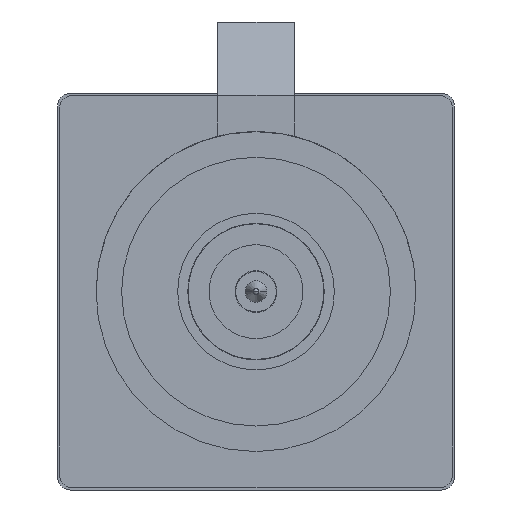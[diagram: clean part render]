
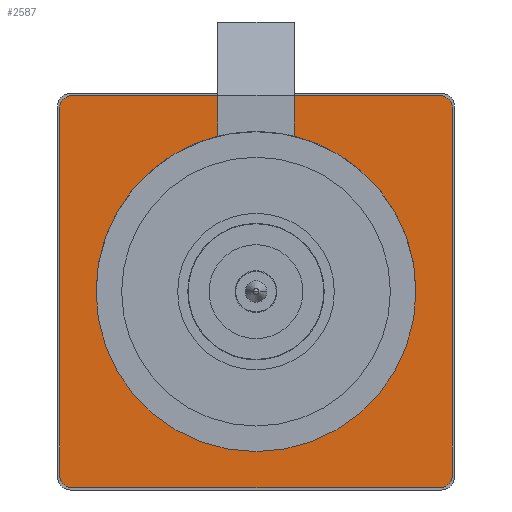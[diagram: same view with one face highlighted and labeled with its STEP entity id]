
A CAD part, left-side view. The second image highlights one B-rep face of the part: STEP entity #2587.
In plain terms, the highlighted planar face has unit normal (-1, 0, 0).
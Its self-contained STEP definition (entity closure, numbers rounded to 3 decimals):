
#6 = CARTESIAN_POINT ( 'NONE',  ( -6.35, 0.9, 4.6 ) ) ;
#34 = CARTESIAN_POINT ( 'NONE',  ( -6.35, -0.9, 4.6 ) ) ;
#127 = CARTESIAN_POINT ( 'NONE',  ( -6.35, 0., 0. ) ) ;
#177 = EDGE_CURVE ( 'NONE', #5592, #4550, #9569, .T. ) ;
#205 = EDGE_CURVE ( 'NONE', #990, #4430, #10136, .T. ) ;
#216 = CARTESIAN_POINT ( 'NONE',  ( -6.35, 0.9, 4.6 ) ) ;
#359 = DIRECTION ( 'NONE',  ( 0., 1., 0. ) ) ;
#411 = AXIS2_PLACEMENT_3D ( 'NONE', #127, #5520, #7871 ) ;
#540 = AXIS2_PLACEMENT_3D ( 'NONE', #8141, #1157, #5789 ) ;
#642 = DIRECTION ( 'NONE',  ( 0., 1., 0. ) ) ;
#739 = EDGE_CURVE ( 'NONE', #10242, #3907, #6978, .T. ) ;
#751 = EDGE_CURVE ( 'NONE', #9455, #6654, #1721, .T. ) ;
#759 = CIRCLE ( 'NONE', #5570, 0.3 ) ;
#785 = VECTOR ( 'NONE', #359, 1000. ) ;
#864 = EDGE_CURVE ( 'NONE', #7396, #9455, #1980, .T. ) ;
#990 = VERTEX_POINT ( 'NONE', #6 ) ;
#1016 = CIRCLE ( 'NONE', #2352, 3.75 ) ;
#1157 = DIRECTION ( 'NONE',  ( -1., 0., 0. ) ) ;
#1190 = VECTOR ( 'NONE', #10077, 1000. ) ;
#1520 = EDGE_LOOP ( 'NONE', ( #9088, #7509, #2765, #3661, #9513, #2821, #7160, #10251, #1906, #3898, #3064, #3696, #2491, #10058 ) ) ;
#1721 = LINE ( 'NONE', #4174, #6807 ) ;
#1734 = CARTESIAN_POINT ( 'NONE',  ( -6.35, 4.3, -4.6 ) ) ;
#1775 = CARTESIAN_POINT ( 'NONE',  ( -6.35, 4.6, 4.3 ) ) ;
#1906 = ORIENTED_EDGE ( 'NONE', *, *, #9141, .T. ) ;
#1980 = CIRCLE ( 'NONE', #5955, 0.3 ) ;
#2000 = EDGE_CURVE ( 'NONE', #9807, #10242, #9479, .T. ) ;
#2013 = CARTESIAN_POINT ( 'NONE',  ( -6.35, 4.6, -4.3 ) ) ;
#2141 = AXIS2_PLACEMENT_3D ( 'NONE', #2611, #8944, #9742 ) ;
#2144 = CARTESIAN_POINT ( 'NONE',  ( -6.35, -4.6, 4.3 ) ) ;
#2288 = DIRECTION ( 'NONE',  ( 0., 0., -1. ) ) ;
#2352 = AXIS2_PLACEMENT_3D ( 'NONE', #4042, #6442, #9625 ) ;
#2353 = LINE ( 'NONE', #7772, #1190 ) ;
#2491 = ORIENTED_EDGE ( 'NONE', *, *, #8203, .T. ) ;
#2587 = ADVANCED_FACE ( 'NONE', ( #5318 ), #4539, .T. ) ;
#2611 = CARTESIAN_POINT ( 'NONE',  ( -6.35, -4.3, -4.3 ) ) ;
#2765 = ORIENTED_EDGE ( 'NONE', *, *, #7741, .F. ) ;
#2821 = ORIENTED_EDGE ( 'NONE', *, *, #205, .F. ) ;
#3049 = CARTESIAN_POINT ( 'NONE',  ( -6.35, 0., 0. ) ) ;
#3064 = ORIENTED_EDGE ( 'NONE', *, *, #2000, .T. ) ;
#3249 = VECTOR ( 'NONE', #7024, 1000. ) ;
#3328 = EDGE_CURVE ( 'NONE', #5097, #9807, #3902, .T. ) ;
#3552 = DIRECTION ( 'NONE',  ( 0., -1., 0. ) ) ;
#3661 = ORIENTED_EDGE ( 'NONE', *, *, #177, .F. ) ;
#3696 = ORIENTED_EDGE ( 'NONE', *, *, #739, .T. ) ;
#3841 = DIRECTION ( 'NONE',  ( -1., 0., 0. ) ) ;
#3898 = ORIENTED_EDGE ( 'NONE', *, *, #3328, .T. ) ;
#3902 = CIRCLE ( 'NONE', #540, 0.3 ) ;
#3907 = VERTEX_POINT ( 'NONE', #6700 ) ;
#4042 = CARTESIAN_POINT ( 'NONE',  ( -6.35, 0., 0. ) ) ;
#4080 = EDGE_CURVE ( 'NONE', #990, #9906, #9797, .T. ) ;
#4126 = VECTOR ( 'NONE', #2288, 1000. ) ;
#4143 = EDGE_CURVE ( 'NONE', #6654, #6068, #7290, .T. ) ;
#4174 = CARTESIAN_POINT ( 'NONE',  ( -6.35, -4.3, 4.6 ) ) ;
#4298 = LINE ( 'NONE', #5150, #8376 ) ;
#4430 = VERTEX_POINT ( 'NONE', #5564 ) ;
#4539 = PLANE ( 'NONE',  #411 ) ;
#4550 = VERTEX_POINT ( 'NONE', #4954 ) ;
#4559 = VERTEX_POINT ( 'NONE', #1775 ) ;
#4954 = CARTESIAN_POINT ( 'NONE',  ( -6.35, -3.75, 0. ) ) ;
#5097 = VERTEX_POINT ( 'NONE', #2013 ) ;
#5150 = CARTESIAN_POINT ( 'NONE',  ( -6.35, 4.6, 4.3 ) ) ;
#5318 = FACE_OUTER_BOUND ( 'NONE', #1520, .T. ) ;
#5333 = CARTESIAN_POINT ( 'NONE',  ( -6.35, -0.9, 3.64 ) ) ;
#5343 = CARTESIAN_POINT ( 'NONE',  ( -6.35, 0.9, 4.6 ) ) ;
#5520 = DIRECTION ( 'NONE',  ( -1., 0., 0. ) ) ;
#5564 = CARTESIAN_POINT ( 'NONE',  ( -6.35, 0.9, 3.64 ) ) ;
#5570 = AXIS2_PLACEMENT_3D ( 'NONE', #7341, #9819, #8330 ) ;
#5592 = VERTEX_POINT ( 'NONE', #9947 ) ;
#5691 = DIRECTION ( 'NONE',  ( 0., 0., -1. ) ) ;
#5757 = CARTESIAN_POINT ( 'NONE',  ( -6.35, -4.3, -4.6 ) ) ;
#5789 = DIRECTION ( 'NONE',  ( 0., 1., 0. ) ) ;
#5843 = CARTESIAN_POINT ( 'NONE',  ( -6.35, -0.9, 4.6 ) ) ;
#5946 = EDGE_CURVE ( 'NONE', #9906, #4559, #759, .T. ) ;
#5955 = AXIS2_PLACEMENT_3D ( 'NONE', #6868, #6776, #3552 ) ;
#6068 = VERTEX_POINT ( 'NONE', #5333 ) ;
#6155 = CARTESIAN_POINT ( 'NONE',  ( -6.35, 0., 0. ) ) ;
#6204 = CARTESIAN_POINT ( 'NONE',  ( -6.35, 4.3, 4.6 ) ) ;
#6268 = AXIS2_PLACEMENT_3D ( 'NONE', #6155, #7710, #9924 ) ;
#6442 = DIRECTION ( 'NONE',  ( -1., 0., 0. ) ) ;
#6654 = VERTEX_POINT ( 'NONE', #5843 ) ;
#6700 = CARTESIAN_POINT ( 'NONE',  ( -6.35, -4.6, -4.3 ) ) ;
#6705 = CARTESIAN_POINT ( 'NONE',  ( -6.35, -4.3, 4.6 ) ) ;
#6776 = DIRECTION ( 'NONE',  ( -1., 0., 0. ) ) ;
#6807 = VECTOR ( 'NONE', #7356, 1000. ) ;
#6868 = CARTESIAN_POINT ( 'NONE',  ( -6.35, -4.3, 4.3 ) ) ;
#6907 = CARTESIAN_POINT ( 'NONE',  ( -6.35, 4.3, -4.6 ) ) ;
#6978 = CIRCLE ( 'NONE', #2141, 0.3 ) ;
#7023 = EDGE_CURVE ( 'NONE', #4430, #5592, #7936, .T. ) ;
#7024 = DIRECTION ( 'NONE',  ( 0., -1., 0. ) ) ;
#7160 = ORIENTED_EDGE ( 'NONE', *, *, #4080, .T. ) ;
#7290 = LINE ( 'NONE', #34, #8418 ) ;
#7341 = CARTESIAN_POINT ( 'NONE',  ( -6.35, 4.3, 4.3 ) ) ;
#7356 = DIRECTION ( 'NONE',  ( 0., 1., 0. ) ) ;
#7396 = VERTEX_POINT ( 'NONE', #2144 ) ;
#7509 = ORIENTED_EDGE ( 'NONE', *, *, #4143, .T. ) ;
#7514 = DIRECTION ( 'NONE',  ( 0., 0., -1. ) ) ;
#7710 = DIRECTION ( 'NONE',  ( -1., 0., 0. ) ) ;
#7741 = EDGE_CURVE ( 'NONE', #4550, #6068, #1016, .T. ) ;
#7772 = CARTESIAN_POINT ( 'NONE',  ( -6.35, -4.6, -4.3 ) ) ;
#7871 = DIRECTION ( 'NONE',  ( 0., 0., 1. ) ) ;
#7936 = CIRCLE ( 'NONE', #6268, 3.75 ) ;
#8141 = CARTESIAN_POINT ( 'NONE',  ( -6.35, 4.3, -4.3 ) ) ;
#8203 = EDGE_CURVE ( 'NONE', #3907, #7396, #2353, .T. ) ;
#8330 = DIRECTION ( 'NONE',  ( 0., 0., 1. ) ) ;
#8376 = VECTOR ( 'NONE', #7514, 1000. ) ;
#8418 = VECTOR ( 'NONE', #5691, 1000. ) ;
#8602 = AXIS2_PLACEMENT_3D ( 'NONE', #3049, #3841, #642 ) ;
#8944 = DIRECTION ( 'NONE',  ( -1., 0., 0. ) ) ;
#9088 = ORIENTED_EDGE ( 'NONE', *, *, #751, .T. ) ;
#9141 = EDGE_CURVE ( 'NONE', #4559, #5097, #4298, .T. ) ;
#9455 = VERTEX_POINT ( 'NONE', #6705 ) ;
#9479 = LINE ( 'NONE', #6907, #3249 ) ;
#9513 = ORIENTED_EDGE ( 'NONE', *, *, #7023, .F. ) ;
#9569 = CIRCLE ( 'NONE', #8602, 3.75 ) ;
#9625 = DIRECTION ( 'NONE',  ( 0., -1., 0. ) ) ;
#9742 = DIRECTION ( 'NONE',  ( 0., 0., -1. ) ) ;
#9797 = LINE ( 'NONE', #216, #785 ) ;
#9807 = VERTEX_POINT ( 'NONE', #1734 ) ;
#9819 = DIRECTION ( 'NONE',  ( -1., 0., 0. ) ) ;
#9906 = VERTEX_POINT ( 'NONE', #6204 ) ;
#9924 = DIRECTION ( 'NONE',  ( 0., 0.24, 0.971 ) ) ;
#9947 = CARTESIAN_POINT ( 'NONE',  ( -6.35, 3.75, 0. ) ) ;
#10058 = ORIENTED_EDGE ( 'NONE', *, *, #864, .T. ) ;
#10077 = DIRECTION ( 'NONE',  ( 0., 0., 1. ) ) ;
#10136 = LINE ( 'NONE', #5343, #4126 ) ;
#10242 = VERTEX_POINT ( 'NONE', #5757 ) ;
#10251 = ORIENTED_EDGE ( 'NONE', *, *, #5946, .T. ) ;
